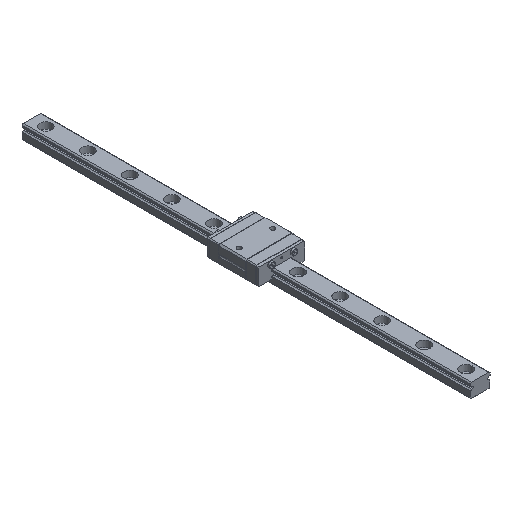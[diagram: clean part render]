
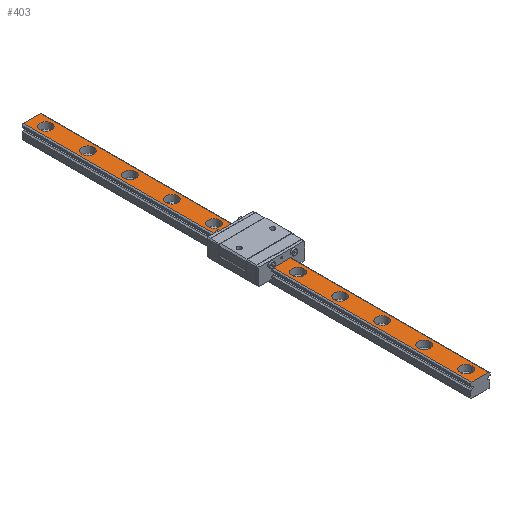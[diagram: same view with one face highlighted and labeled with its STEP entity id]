
A CAD part, isometric view. The second image highlights one B-rep face of the part: STEP entity #403.
In plain terms, the highlighted planar face has unit normal (0, 0, 1).
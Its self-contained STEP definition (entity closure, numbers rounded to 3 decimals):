
#403 = ADVANCED_FACE( '', ( #916, #917, #918, #919, #920, #921, #922, #923, #924, #925, #926, #927 ), #928, .T. );
#916 = FACE_BOUND( '', #1563, .T. );
#917 = FACE_BOUND( '', #1564, .T. );
#918 = FACE_BOUND( '', #1565, .T. );
#919 = FACE_BOUND( '', #1566, .T. );
#920 = FACE_BOUND( '', #1567, .T. );
#921 = FACE_BOUND( '', #1568, .T. );
#922 = FACE_BOUND( '', #1569, .T. );
#923 = FACE_BOUND( '', #1570, .T. );
#924 = FACE_BOUND( '', #1571, .T. );
#925 = FACE_BOUND( '', #1572, .T. );
#926 = FACE_BOUND( '', #1573, .T. );
#927 = FACE_OUTER_BOUND( '', #1574, .T. );
#928 = PLANE( '', #1575 );
#1563 = EDGE_LOOP( '', ( #2584 ) );
#1564 = EDGE_LOOP( '', ( #2585 ) );
#1565 = EDGE_LOOP( '', ( #2586 ) );
#1566 = EDGE_LOOP( '', ( #2587 ) );
#1567 = EDGE_LOOP( '', ( #2588 ) );
#1568 = EDGE_LOOP( '', ( #2589 ) );
#1569 = EDGE_LOOP( '', ( #2590 ) );
#1570 = EDGE_LOOP( '', ( #2591 ) );
#1571 = EDGE_LOOP( '', ( #2592 ) );
#1572 = EDGE_LOOP( '', ( #2593 ) );
#1573 = EDGE_LOOP( '', ( #2594 ) );
#1574 = EDGE_LOOP( '', ( #2595, #2596, #2597, #2598 ) );
#1575 = AXIS2_PLACEMENT_3D( '', #2599, #2600, #2601 );
#2584 = ORIENTED_EDGE( '', *, *, #3790, .T. );
#2585 = ORIENTED_EDGE( '', *, *, #3934, .T. );
#2586 = ORIENTED_EDGE( '', *, *, #3774, .T. );
#2587 = ORIENTED_EDGE( '', *, *, #3886, .T. );
#2588 = ORIENTED_EDGE( '', *, *, #4017, .T. );
#2589 = ORIENTED_EDGE( '', *, *, #4018, .T. );
#2590 = ORIENTED_EDGE( '', *, *, #3889, .T. );
#2591 = ORIENTED_EDGE( '', *, *, #3668, .T. );
#2592 = ORIENTED_EDGE( '', *, *, #4019, .T. );
#2593 = ORIENTED_EDGE( '', *, *, #4020, .T. );
#2594 = ORIENTED_EDGE( '', *, *, #4021, .T. );
#2595 = ORIENTED_EDGE( '', *, *, #3733, .F. );
#2596 = ORIENTED_EDGE( '', *, *, #3793, .F. );
#2597 = ORIENTED_EDGE( '', *, *, #4022, .T. );
#2598 = ORIENTED_EDGE( '', *, *, #4023, .T. );
#2599 = CARTESIAN_POINT( '', ( -3.074, -80., 5. ) );
#2600 = DIRECTION( '', ( 0., 0., 1. ) );
#2601 = DIRECTION( '', ( 1., 0., 0. ) );
#3668 = EDGE_CURVE( '', #4340, #4340, #4341, .T. );
#3733 = EDGE_CURVE( '', #4453, #4455, #4456, .T. );
#3774 = EDGE_CURVE( '', #4527, #4527, #4528, .T. );
#3790 = EDGE_CURVE( '', #4555, #4555, #4556, .T. );
#3793 = EDGE_CURVE( '', #4558, #4453, #4560, .T. );
#3886 = EDGE_CURVE( '', #4714, #4714, #4715, .T. );
#3889 = EDGE_CURVE( '', #4719, #4719, #4720, .T. );
#3934 = EDGE_CURVE( '', #4796, #4796, #4797, .T. );
#4017 = EDGE_CURVE( '', #4930, #4930, #4931, .T. );
#4018 = EDGE_CURVE( '', #4932, #4932, #4933, .T. );
#4019 = EDGE_CURVE( '', #4934, #4934, #4935, .T. );
#4020 = EDGE_CURVE( '', #4936, #4936, #4937, .T. );
#4021 = EDGE_CURVE( '', #4938, #4938, #4939, .T. );
#4022 = EDGE_CURVE( '', #4558, #4940, #4941, .T. );
#4023 = EDGE_CURVE( '', #4940, #4455, #4942, .T. );
#4340 = VERTEX_POINT( '', #5342 );
#4341 = CIRCLE( '', #5343, 2.1 );
#4453 = VERTEX_POINT( '', #5517 );
#4455 = VERTEX_POINT( '', #5519 );
#4456 = LINE( '', #5520, #5521 );
#4527 = VERTEX_POINT( '', #5615 );
#4528 = CIRCLE( '', #5616, 2.1 );
#4555 = VERTEX_POINT( '', #5651 );
#4556 = CIRCLE( '', #5652, 2.1 );
#4558 = VERTEX_POINT( '', #5654 );
#4560 = LINE( '', #5656, #5657 );
#4714 = VERTEX_POINT( '', #5889 );
#4715 = CIRCLE( '', #5890, 2.1 );
#4719 = VERTEX_POINT( '', #5894 );
#4720 = CIRCLE( '', #5895, 2.1 );
#4796 = VERTEX_POINT( '', #6003 );
#4797 = CIRCLE( '', #6004, 2.1 );
#4930 = VERTEX_POINT( '', #6191 );
#4931 = CIRCLE( '', #6192, 2.1 );
#4932 = VERTEX_POINT( '', #6193 );
#4933 = CIRCLE( '', #6194, 2.1 );
#4934 = VERTEX_POINT( '', #6195 );
#4935 = CIRCLE( '', #6196, 2.1 );
#4936 = VERTEX_POINT( '', #6197 );
#4937 = CIRCLE( '', #6198, 2.1 );
#4938 = VERTEX_POINT( '', #6199 );
#4939 = CIRCLE( '', #6200, 2.1 );
#4940 = VERTEX_POINT( '', #6201 );
#4941 = LINE( '', #6202, #6203 );
#4942 = LINE( '', #6204, #6205 );
#5342 = CARTESIAN_POINT( '', ( 2.1, 30., 5. ) );
#5343 = AXIS2_PLACEMENT_3D( '', #6793, #6794, #6795 );
#5517 = CARTESIAN_POINT( '', ( -3.074, 80., 5. ) );
#5519 = CARTESIAN_POINT( '', ( 3.074, 80., 5. ) );
#5520 = CARTESIAN_POINT( '', ( -3.074, 80., 5. ) );
#5521 = VECTOR( '', #6882, 1000. );
#5615 = CARTESIAN_POINT( '', ( 2.1, -45., 5. ) );
#5616 = AXIS2_PLACEMENT_3D( '', #6936, #6937, #6938 );
#5651 = CARTESIAN_POINT( '', ( 2.1, -75., 5. ) );
#5652 = AXIS2_PLACEMENT_3D( '', #6956, #6957, #6958 );
#5654 = CARTESIAN_POINT( '', ( -3.074, -80., 5. ) );
#5656 = CARTESIAN_POINT( '', ( -3.074, -80., 5. ) );
#5657 = VECTOR( '', #6962, 1000. );
#5889 = CARTESIAN_POINT( '', ( 2.1, -30., 5. ) );
#5890 = AXIS2_PLACEMENT_3D( '', #7053, #7054, #7055 );
#5894 = CARTESIAN_POINT( '', ( 2.1, 15., 5. ) );
#5895 = AXIS2_PLACEMENT_3D( '', #7059, #7060, #7061 );
#6003 = CARTESIAN_POINT( '', ( 2.1, -60., 5. ) );
#6004 = AXIS2_PLACEMENT_3D( '', #7109, #7110, #7111 );
#6191 = CARTESIAN_POINT( '', ( 2.1, -15., 5. ) );
#6192 = AXIS2_PLACEMENT_3D( '', #7193, #7194, #7195 );
#6193 = CARTESIAN_POINT( '', ( 2.1, 0., 5. ) );
#6194 = AXIS2_PLACEMENT_3D( '', #7196, #7197, #7198 );
#6195 = CARTESIAN_POINT( '', ( 2.1, 45., 5. ) );
#6196 = AXIS2_PLACEMENT_3D( '', #7199, #7200, #7201 );
#6197 = CARTESIAN_POINT( '', ( 2.1, 60., 5. ) );
#6198 = AXIS2_PLACEMENT_3D( '', #7202, #7203, #7204 );
#6199 = CARTESIAN_POINT( '', ( 2.1, 75., 5. ) );
#6200 = AXIS2_PLACEMENT_3D( '', #7205, #7206, #7207 );
#6201 = CARTESIAN_POINT( '', ( 3.074, -80., 5. ) );
#6202 = CARTESIAN_POINT( '', ( -3.074, -80., 5. ) );
#6203 = VECTOR( '', #7208, 1000. );
#6204 = CARTESIAN_POINT( '', ( 3.074, -80., 5. ) );
#6205 = VECTOR( '', #7209, 1000. );
#6793 = CARTESIAN_POINT( '', ( 0., 30., 5. ) );
#6794 = DIRECTION( '', ( 0., 0., -1. ) );
#6795 = DIRECTION( '', ( 1., 0., 0. ) );
#6882 = DIRECTION( '', ( 1., 0., 0. ) );
#6936 = CARTESIAN_POINT( '', ( 0., -45., 5. ) );
#6937 = DIRECTION( '', ( 0., 0., -1. ) );
#6938 = DIRECTION( '', ( 1., 0., 0. ) );
#6956 = CARTESIAN_POINT( '', ( 0., -75., 5. ) );
#6957 = DIRECTION( '', ( 0., 0., -1. ) );
#6958 = DIRECTION( '', ( 1., 0., 0. ) );
#6962 = DIRECTION( '', ( 0., 1., 0. ) );
#7053 = CARTESIAN_POINT( '', ( 0., -30., 5. ) );
#7054 = DIRECTION( '', ( 0., 0., -1. ) );
#7055 = DIRECTION( '', ( 1., 0., 0. ) );
#7059 = CARTESIAN_POINT( '', ( 0., 15., 5. ) );
#7060 = DIRECTION( '', ( 0., 0., -1. ) );
#7061 = DIRECTION( '', ( 1., 0., 0. ) );
#7109 = CARTESIAN_POINT( '', ( 0., -60., 5. ) );
#7110 = DIRECTION( '', ( 0., 0., -1. ) );
#7111 = DIRECTION( '', ( 1., 0., 0. ) );
#7193 = CARTESIAN_POINT( '', ( 0., -15., 5. ) );
#7194 = DIRECTION( '', ( 0., 0., -1. ) );
#7195 = DIRECTION( '', ( 1., 0., 0. ) );
#7196 = CARTESIAN_POINT( '', ( 0., 0., 5. ) );
#7197 = DIRECTION( '', ( 0., 0., -1. ) );
#7198 = DIRECTION( '', ( 1., 0., 0. ) );
#7199 = CARTESIAN_POINT( '', ( 0., 45., 5. ) );
#7200 = DIRECTION( '', ( 0., 0., -1. ) );
#7201 = DIRECTION( '', ( 1., 0., 0. ) );
#7202 = CARTESIAN_POINT( '', ( 0., 60., 5. ) );
#7203 = DIRECTION( '', ( 0., 0., -1. ) );
#7204 = DIRECTION( '', ( 1., 0., 0. ) );
#7205 = CARTESIAN_POINT( '', ( 0., 75., 5. ) );
#7206 = DIRECTION( '', ( 0., 0., -1. ) );
#7207 = DIRECTION( '', ( 1., 0., 0. ) );
#7208 = DIRECTION( '', ( 1., 0., 0. ) );
#7209 = DIRECTION( '', ( 0., 1., 0. ) );
